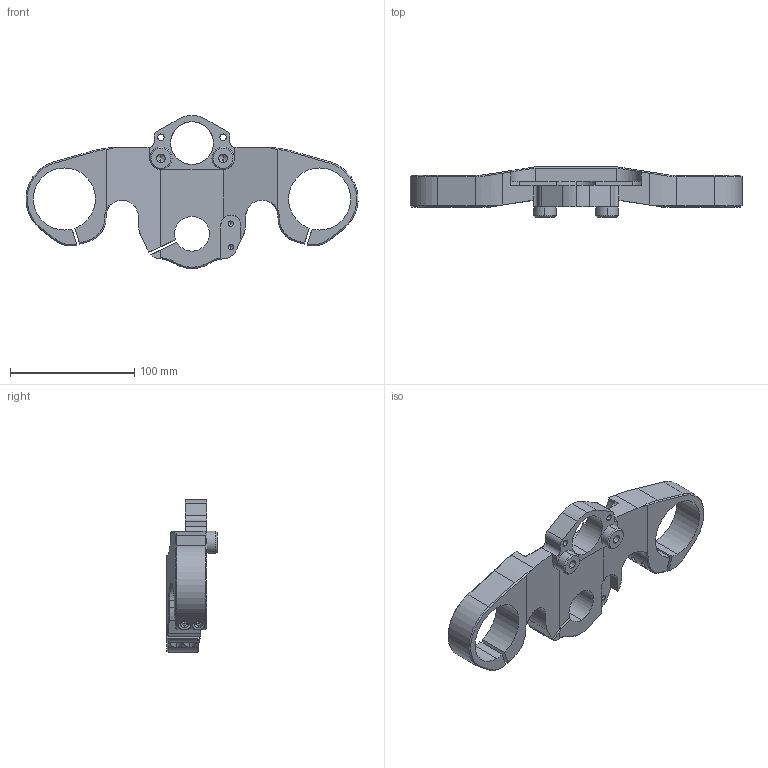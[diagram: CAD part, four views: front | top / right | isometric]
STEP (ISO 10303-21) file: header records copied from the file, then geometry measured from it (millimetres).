
FILE_DESCRIPTION (( 'STEP AP203' ), '1' );
FILE_NAME ('Té AP203.STEP', '2019-10-20T19:11:18', ( '' ), ( '' ), 'SwSTEP 2.0', 'SolidWorks 2018', '' );
FILE_SCHEMA (( 'CONFIG_CONTROL_DESIGN' ));
Length unit declared in the file: millimetre
Products named in the file (1): Té AP203
Bounding box: 267.38 x 40.5 x 123.25 mm (x, y, z)
Volume: 324872.4 mm3; surface area: 67359.3 mm2
Topology: 1 solids, 1 shells, 228 faces, 618 edges, 385 vertices
Faces by surface type: cylinder 92, plane 79, cone 45, bspline 12
Entity records: 9007 total; most frequent: CARTESIAN_POINT 3354, ORIENTED_EDGE 1212, DIRECTION 1115, EDGE_CURVE 606, AXIS2_PLACEMENT_3D 409, VERTEX_POINT 385, VECTOR 297, LINE 297
